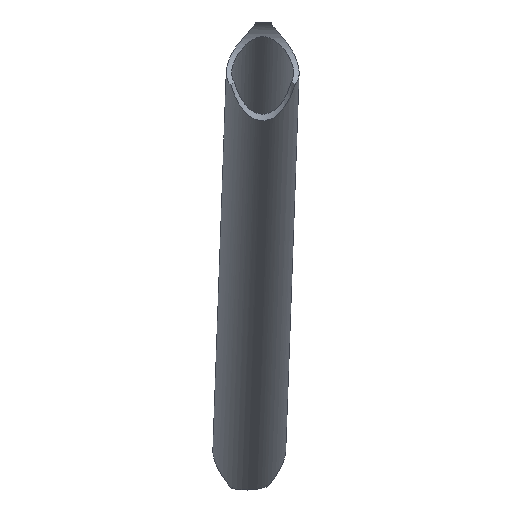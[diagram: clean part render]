
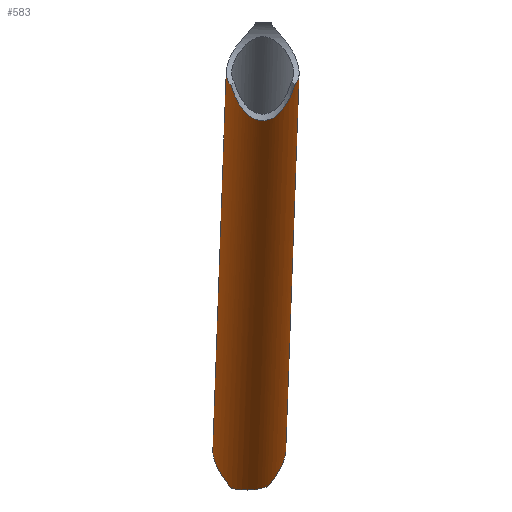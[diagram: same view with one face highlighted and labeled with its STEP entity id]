
A CAD part, top view. The second image highlights one B-rep face of the part: STEP entity #583.
In plain terms, the highlighted cylindrical face has radius 10 mm (diameter 20 mm), a partial arc.
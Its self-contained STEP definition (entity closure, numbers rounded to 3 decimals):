
#104=CARTESIAN_POINT('Vertex',(-2280.369,185.265,-53.119)) ;
#175=CARTESIAN_POINT('Vertex',(-2290.203,184.762,-53.482)) ;
#179=CARTESIAN_POINT('Control Point',(-2290.203,184.762,-53.482)) ;
#180=CARTESIAN_POINT('Control Point',(-2290.927,185.564,-53.002)) ;
#181=CARTESIAN_POINT('Control Point',(-2291.65,186.422,-52.618)) ;
#182=CARTESIAN_POINT('Control Point',(-2292.342,187.344,-52.323)) ;
#183=CARTESIAN_POINT('Control Point',(-2293.741,189.469,-51.922)) ;
#184=CARTESIAN_POINT('Control Point',(-2294.792,191.82,-52.13)) ;
#185=CARTESIAN_POINT('Control Point',(-2295.215,193.136,-52.452)) ;
#186=CARTESIAN_POINT('Control Point',(-2295.405,194.407,-53.031)) ;
#187=CARTESIAN_POINT('Control Point',(-2295.364,195.542,-53.799)) ;
#188=CARTESIAN_POINT('Vertex',(-2295.364,195.542,-53.799)) ;
#212=CARTESIAN_POINT('Vertex',(-2275.367,195.121,-53.37)) ;
#216=CARTESIAN_POINT('Control Point',(-2280.369,185.265,-53.119)) ;
#217=CARTESIAN_POINT('Control Point',(-2279.756,185.937,-52.759)) ;
#218=CARTESIAN_POINT('Control Point',(-2279.15,186.648,-52.46)) ;
#219=CARTESIAN_POINT('Control Point',(-2278.566,187.401,-52.224)) ;
#220=CARTESIAN_POINT('Control Point',(-2277.24,189.298,-51.832)) ;
#221=CARTESIAN_POINT('Control Point',(-2276.177,191.402,-51.92)) ;
#222=CARTESIAN_POINT('Control Point',(-2275.683,192.688,-52.167)) ;
#223=CARTESIAN_POINT('Control Point',(-2275.408,193.962,-52.668)) ;
#224=CARTESIAN_POINT('Control Point',(-2275.367,195.121,-53.37)) ;
#252=CARTESIAN_POINT('Control Point',(-2290.203,184.762,-53.482)) ;
#253=CARTESIAN_POINT('Control Point',(-2288.46,184.368,-52.41)) ;
#254=CARTESIAN_POINT('Control Point',(-2286.417,184.143,-51.761)) ;
#255=CARTESIAN_POINT('Control Point',(-2284.186,184.223,-51.689)) ;
#256=CARTESIAN_POINT('Control Point',(-2282.127,184.616,-52.209)) ;
#257=CARTESIAN_POINT('Control Point',(-2280.369,185.265,-53.119)) ;
#360=CARTESIAN_POINT('Vertex',(-2271.698,298.317,99.355)) ;
#363=CARTESIAN_POINT('Line Origine',(-2273.536,246.596,22.811)) ;
#368=CARTESIAN_POINT('Line Origine',(-2293.524,247.307,22.811)) ;
#372=CARTESIAN_POINT('Vertex',(-2291.693,298.813,99.038)) ;
#439=CARTESIAN_POINT('Vertex',(-2290.343,295.095,102.965)) ;
#463=CARTESIAN_POINT('Vertex',(-2272.822,295.274,102.639)) ;
#467=CARTESIAN_POINT('Control Point',(-2272.822,295.274,102.639)) ;
#468=CARTESIAN_POINT('Control Point',(-2272.329,295.804,101.718)) ;
#469=CARTESIAN_POINT('Control Point',(-2271.948,296.489,100.824)) ;
#470=CARTESIAN_POINT('Control Point',(-2271.732,297.349,100.014)) ;
#471=CARTESIAN_POINT('Control Point',(-2271.698,298.317,99.355)) ;
#474=CARTESIAN_POINT('Control Point',(-2290.343,295.095,102.965)) ;
#475=CARTESIAN_POINT('Control Point',(-2290.866,295.567,102.068)) ;
#476=CARTESIAN_POINT('Control Point',(-2291.293,296.175,101.188)) ;
#477=CARTESIAN_POINT('Control Point',(-2291.597,296.934,100.351)) ;
#478=CARTESIAN_POINT('Control Point',(-2291.727,297.835,99.623)) ;
#479=CARTESIAN_POINT('Control Point',(-2291.693,298.813,99.038)) ;
#539=CARTESIAN_POINT('Axis2P3D Location',(-2283.53,246.951,22.811)) ;
#545=CARTESIAN_POINT('Control Point',(-2272.822,295.274,102.639)) ;
#546=CARTESIAN_POINT('Control Point',(-2273.08,294.417,102.19)) ;
#547=CARTESIAN_POINT('Control Point',(-2273.374,293.569,101.746)) ;
#548=CARTESIAN_POINT('Control Point',(-2273.706,292.731,101.309)) ;
#549=CARTESIAN_POINT('Control Point',(-2274.515,290.959,100.387)) ;
#550=CARTESIAN_POINT('Control Point',(-2275.559,289.284,99.522)) ;
#551=CARTESIAN_POINT('Control Point',(-2276.193,288.432,99.084)) ;
#552=CARTESIAN_POINT('Control Point',(-2277.265,287.264,98.489)) ;
#553=CARTESIAN_POINT('Control Point',(-2278.594,286.349,98.035)) ;
#554=CARTESIAN_POINT('Control Point',(-2279.04,286.092,97.909)) ;
#555=CARTESIAN_POINT('Control Point',(-2279.879,285.711,97.727)) ;
#556=CARTESIAN_POINT('Control Point',(-2280.787,285.496,97.634)) ;
#557=CARTESIAN_POINT('Control Point',(-2281.192,285.438,97.613)) ;
#558=CARTESIAN_POINT('Control Point',(-2281.992,285.403,97.614)) ;
#559=CARTESIAN_POINT('Control Point',(-2282.78,285.517,97.693)) ;
#560=CARTESIAN_POINT('Control Point',(-2283.156,285.607,97.75)) ;
#561=CARTESIAN_POINT('Control Point',(-2284.171,285.94,97.951)) ;
#562=CARTESIAN_POINT('Control Point',(-2285.077,286.473,98.256)) ;
#563=CARTESIAN_POINT('Control Point',(-2285.609,286.875,98.483)) ;
#564=CARTESIAN_POINT('Control Point',(-2286.825,287.975,99.097)) ;
#565=CARTESIAN_POINT('Control Point',(-2287.788,289.264,99.805)) ;
#566=CARTESIAN_POINT('Control Point',(-2288.293,290.073,100.247)) ;
#567=CARTESIAN_POINT('Control Point',(-2289.076,291.545,101.048)) ;
#568=CARTESIAN_POINT('Control Point',(-2289.696,293.077,101.877)) ;
#569=CARTESIAN_POINT('Control Point',(-2289.936,293.744,102.237)) ;
#570=CARTESIAN_POINT('Control Point',(-2290.15,294.417,102.6)) ;
#571=CARTESIAN_POINT('Control Point',(-2290.343,295.095,102.965)) ;
#364=DIRECTION('Vector Direction',(-0.02,-0.56,-0.828)) ;
#369=DIRECTION('Vector Direction',(-0.02,-0.56,-0.828)) ;
#540=DIRECTION('Axis2P3D Direction',(-0.02,-0.56,-0.828)) ;
#541=DIRECTION('Axis2P3D XDirection',(0.999,-0.036,0.)) ;
#542=AXIS2_PLACEMENT_3D('Cylinder Axis2P3D',#539,#540,#541) ;
#574=ORIENTED_EDGE('',*,*,#480,.T.) ;
#575=ORIENTED_EDGE('',*,*,#374,.T.) ;
#576=ORIENTED_EDGE('',*,*,#190,.F.) ;
#577=ORIENTED_EDGE('',*,*,#258,.T.) ;
#578=ORIENTED_EDGE('',*,*,#225,.T.) ;
#579=ORIENTED_EDGE('',*,*,#367,.F.) ;
#580=ORIENTED_EDGE('',*,*,#472,.F.) ;
#581=ORIENTED_EDGE('',*,*,#572,.T.) ;
#365=VECTOR('Line Direction',#364,1.) ;
#370=VECTOR('Line Direction',#369,1.) ;
#583=ADVANCED_FACE('Corps principal',(#582),#543,.T.) ;
#178=B_SPLINE_CURVE_WITH_KNOTS('',5,(#179,#180,#181,#182,#183,#184,#185,#186,#187),.UNSPECIFIED.,.F.,.U.,(6,3,6),(7.245,15.601,25.297),.UNSPECIFIED.) ;
#215=B_SPLINE_CURVE_WITH_KNOTS('',5,(#216,#217,#218,#219,#220,#221,#222,#223,#224),.UNSPECIFIED.,.F.,.U.,(6,3,6),(8.613,15.528,25.119),.UNSPECIFIED.) ;
#251=B_SPLINE_CURVE_WITH_KNOTS('',5,(#252,#253,#254,#255,#256,#257),.UNSPECIFIED.,.F.,.U.,(6,6),(11.094,25.83),.UNSPECIFIED.) ;
#466=B_SPLINE_CURVE_WITH_KNOTS('',4,(#467,#468,#469,#470,#471),.UNSPECIFIED.,.F.,.U.,(5,5),(8.985,15.611),.UNSPECIFIED.) ;
#473=B_SPLINE_CURVE_WITH_KNOTS('',5,(#474,#475,#476,#477,#478,#479),.UNSPECIFIED.,.F.,.U.,(6,6),(8.508,16.572),.UNSPECIFIED.) ;
#544=B_SPLINE_CURVE_WITH_KNOTS('',5,(#545,#546,#547,#548,#549,#550,#551,#552,#553,#554,#555,#556,#557,#558,#559,#560,#561,#562,#563,#564,#565,#566,#567,#568,#569,#570,#571),.UNSPECIFIED.,.F.,.U.,(6,3,3,3,3,3,3,3,6),(4.467,11.57,19.676,23.391,26.273,29.019,33.932,41.368,46.993),.UNSPECIFIED.) ;
#543=CYLINDRICAL_SURFACE('generated cylinder',#542,10.) ;
#190=EDGE_CURVE('',#176,#189,#178,.T.) ;
#225=EDGE_CURVE('',#105,#213,#215,.T.) ;
#258=EDGE_CURVE('',#176,#105,#251,.T.) ;
#367=EDGE_CURVE('',#361,#213,#366,.T.) ;
#374=EDGE_CURVE('',#373,#189,#371,.T.) ;
#472=EDGE_CURVE('',#464,#361,#466,.T.) ;
#480=EDGE_CURVE('',#440,#373,#473,.T.) ;
#572=EDGE_CURVE('',#464,#440,#544,.T.) ;
#573=EDGE_LOOP('',(#574,#575,#576,#577,#578,#579,#580,#581)) ;
#582=FACE_OUTER_BOUND('',#573,.T.) ;
#366=LINE('Line',#363,#365) ;
#371=LINE('Line',#368,#370) ;
#105=VERTEX_POINT('',#104) ;
#176=VERTEX_POINT('',#175) ;
#189=VERTEX_POINT('',#188) ;
#213=VERTEX_POINT('',#212) ;
#361=VERTEX_POINT('',#360) ;
#373=VERTEX_POINT('',#372) ;
#440=VERTEX_POINT('',#439) ;
#464=VERTEX_POINT('',#463) ;
